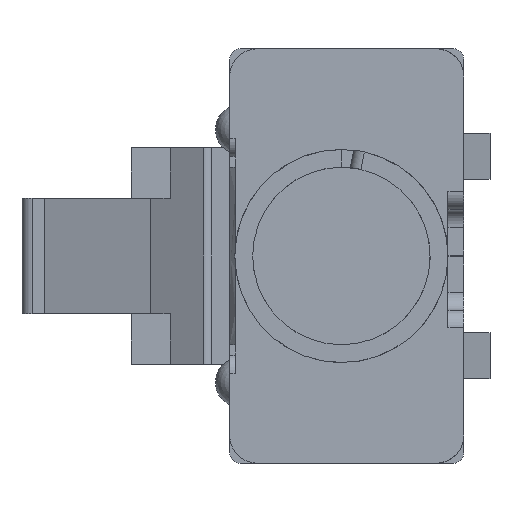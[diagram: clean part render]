
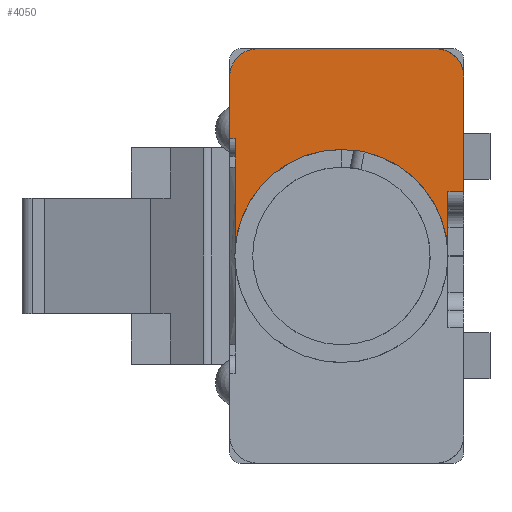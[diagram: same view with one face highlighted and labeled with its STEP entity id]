
A CAD part, left-side view. The second image highlights one B-rep face of the part: STEP entity #4050.
In plain terms, the highlighted planar face has unit normal (-1, 0, 0).
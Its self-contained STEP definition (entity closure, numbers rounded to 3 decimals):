
#53 = CARTESIAN_POINT ( 'NONE',  ( -22.812, 11.11, 0.714 ) ) ;
#66 = CARTESIAN_POINT ( 'NONE',  ( -22.812, 11.186, 3.3 ) ) ;
#107 = AXIS2_PLACEMENT_3D ( 'NONE', #5433, #7059, #10515 ) ;
#223 = VERTEX_POINT ( 'NONE', #5304 ) ;
#320 = CARTESIAN_POINT ( 'NONE',  ( -22.812, 8.195, 3. ) ) ;
#428 = DIRECTION ( 'NONE',  ( 0., 0., -1. ) ) ;
#438 = DIRECTION ( 'NONE',  ( 0., 0., -1. ) ) ;
#546 = AXIS2_PLACEMENT_3D ( 'NONE', #3735, #6295, #428 ) ;
#615 = CARTESIAN_POINT ( 'NONE',  ( -22.812, 9.879, 2.484 ) ) ;
#789 = CARTESIAN_POINT ( 'NONE',  ( -22.812, 10.378, 2.058 ) ) ;
#837 = VECTOR ( 'NONE', #6763, 1000. ) ;
#844 = DIRECTION ( 'NONE',  ( 0., -1., 0. ) ) ;
#1022 = ORIENTED_EDGE ( 'NONE', *, *, #6573, .T. ) ;
#1023 = CIRCLE ( 'NONE', #8524, 0.8 ) ;
#1146 = ORIENTED_EDGE ( 'NONE', *, *, #9993, .T. ) ;
#1609 = CARTESIAN_POINT ( 'NONE',  ( -22.812, 11.005, 1.059 ) ) ;
#1674 = CARTESIAN_POINT ( 'NONE',  ( -22.812, 10.94, 1.222 ) ) ;
#1697 = CARTESIAN_POINT ( 'NONE',  ( -22.812, 5.195, -5.34 ) ) ;
#1721 = CARTESIAN_POINT ( 'NONE',  ( -22.812, 4.745, 1.807 ) ) ;
#1790 = CARTESIAN_POINT ( 'NONE',  ( -22.812, 10.359, 2.078 ) ) ;
#1947 = CARTESIAN_POINT ( 'NONE',  ( -22.812, 9.879, 2.484 ) ) ;
#1986 = DIRECTION ( 'NONE',  ( 0., -1., 0. ) ) ;
#2066 = CARTESIAN_POINT ( 'NONE',  ( -22.812, 11.345, 2.8 ) ) ;
#2091 = VERTEX_POINT ( 'NONE', #615 ) ;
#2169 = VERTEX_POINT ( 'NONE', #6287 ) ;
#2282 = FACE_OUTER_BOUND ( 'NONE', #5966, .T. ) ;
#2344 = CIRCLE ( 'NONE', #546, 3. ) ;
#2502 = ORIENTED_EDGE ( 'NONE', *, *, #10474, .T. ) ;
#2523 = CARTESIAN_POINT ( 'NONE',  ( -22.812, 10.759, 1.558 ) ) ;
#2524 = LINE ( 'NONE', #7548, #4906 ) ;
#2545 = LINE ( 'NONE', #1697, #10772 ) ;
#2696 = CARTESIAN_POINT ( 'NONE',  ( -22.812, 5.545, 5.84 ) ) ;
#2722 = ORIENTED_EDGE ( 'NONE', *, *, #8979, .T. ) ;
#3236 = EDGE_CURVE ( 'NONE', #8590, #9299, #2524, .T. ) ;
#3319 = EDGE_CURVE ( 'NONE', #3331, #7300, #2545, .T. ) ;
#3324 = CARTESIAN_POINT ( 'NONE',  ( -22.812, 11.186, 0.235 ) ) ;
#3331 = VERTEX_POINT ( 'NONE', #9245 ) ;
#3414 = CARTESIAN_POINT ( 'NONE',  ( -22.812, 10.593, 1.809 ) ) ;
#3471 = CARTESIAN_POINT ( 'NONE',  ( -22.812, 10.349, 2.089 ) ) ;
#3626 = CARTESIAN_POINT ( 'NONE',  ( -22.812, 8.791, 3. ) ) ;
#3722 = DIRECTION ( 'NONE',  ( 0., 0., 1. ) ) ;
#3735 = CARTESIAN_POINT ( 'NONE',  ( -22.812, 8.195, 0. ) ) ;
#3828 = EDGE_CURVE ( 'NONE', #7300, #7023, #8498, .T. ) ;
#4050 = ADVANCED_FACE ( 'NONE', ( #2282 ), #8258, .T. ) ;
#4113 = LINE ( 'NONE', #7522, #10291 ) ;
#4188 = CARTESIAN_POINT ( 'NONE',  ( -22.812, 9.879, 2.484 ) ) ;
#4355 = CARTESIAN_POINT ( 'NONE',  ( -22.812, 11.151, 0.537 ) ) ;
#4357 = EDGE_CURVE ( 'NONE', #10349, #6192, #9642, .T. ) ;
#4493 = ORIENTED_EDGE ( 'NONE', *, *, #4734, .T. ) ;
#4510 = ORIENTED_EDGE ( 'NONE', *, *, #4357, .T. ) ;
#4680 = VECTOR ( 'NONE', #844, 1000. ) ;
#4734 = EDGE_CURVE ( 'NONE', #9299, #9570, #4919, .T. ) ;
#4756 = CARTESIAN_POINT ( 'NONE',  ( -22.812, 11.345, 5.04 ) ) ;
#4906 = VECTOR ( 'NONE', #9224, 1000. ) ;
#4919 = CIRCLE ( 'NONE', #107, 0.8 ) ;
#5076 = CARTESIAN_POINT ( 'NONE',  ( -22.812, 4.745, 1.807 ) ) ;
#5083 = CARTESIAN_POINT ( 'NONE',  ( -22.812, 11.186, 0.235 ) ) ;
#5106 = VECTOR ( 'NONE', #1986, 1000. ) ;
#5304 = CARTESIAN_POINT ( 'NONE',  ( -22.812, 8.195, 3. ) ) ;
#5342 = DIRECTION ( 'NONE',  ( -1., 0., 0. ) ) ;
#5404 = CARTESIAN_POINT ( 'NONE',  ( -22.812, 9.385, 2.818 ) ) ;
#5433 = CARTESIAN_POINT ( 'NONE',  ( -22.812, 10.545, 5.04 ) ) ;
#5447 = CARTESIAN_POINT ( 'NONE',  ( -22.812, 10.845, 3.3 ) ) ;
#5499 = CARTESIAN_POINT ( 'NONE',  ( -22.812, 5.545, 5.04 ) ) ;
#5808 = CARTESIAN_POINT ( 'NONE',  ( -22.812, 11.06, 0.892 ) ) ;
#5866 = CARTESIAN_POINT ( 'NONE',  ( -22.812, 10.775, 1.531 ) ) ;
#5921 = CARTESIAN_POINT ( 'NONE',  ( -22.812, 10.848, 1.404 ) ) ;
#5966 = EDGE_LOOP ( 'NONE', ( #4510, #8579, #1022, #6274, #2502, #8432, #10295, #7064, #2722, #8015, #4493, #1146 ) ) ;
#6038 = CARTESIAN_POINT ( 'NONE',  ( -22.812, 11.078, 0.832 ) ) ;
#6192 = VERTEX_POINT ( 'NONE', #66 ) ;
#6274 = ORIENTED_EDGE ( 'NONE', *, *, #7469, .F. ) ;
#6287 = CARTESIAN_POINT ( 'NONE',  ( -22.812, 4.745, 5.04 ) ) ;
#6295 = DIRECTION ( 'NONE',  ( 1., 0., 0. ) ) ;
#6459 = DIRECTION ( 'NONE',  ( 0., 0., -1. ) ) ;
#6461 = CARTESIAN_POINT ( 'NONE',  ( -22.812, 11.345, 3.3 ) ) ;
#6573 = EDGE_CURVE ( 'NONE', #8154, #2091, #7224, .T. ) ;
#6699 = CARTESIAN_POINT ( 'NONE',  ( -22.812, 10.407, 2.028 ) ) ;
#6763 = DIRECTION ( 'NONE',  ( 0., 0., 1. ) ) ;
#6813 = CARTESIAN_POINT ( 'NONE',  ( -22.812, 10.199, 2.242 ) ) ;
#7023 = VERTEX_POINT ( 'NONE', #1721 ) ;
#7059 = DIRECTION ( 'NONE',  ( -1., 0., 0. ) ) ;
#7064 = ORIENTED_EDGE ( 'NONE', *, *, #9662, .T. ) ;
#7224 = B_SPLINE_CURVE_WITH_KNOTS ( 'NONE', 3,
 ( #5083, #7716, #4355, #53, #6038, #5808, #1609, #1674, #5921, #10275, #5866, #2523, #8450, #3414, #9222, #6699, #789, #1790, #3471, #6813, #7659, #4188 ),
 .UNSPECIFIED., .F., .F.,
 ( 4, 1, 2, 2, 1, 1, 2, 2, 1, 1, 1, 2, 2, 4 ),
 ( 0., 0.125, 0.188, 0.25, 0.375, 0.438, 0.469, 0.5, 0.625, 0.688, 0.719, 0.734, 0.75, 1. ),
 .UNSPECIFIED. ) ;
#7300 = VERTEX_POINT ( 'NONE', #7359 ) ;
#7352 = DIRECTION ( 'NONE',  ( 0., 0., 1. ) ) ;
#7359 = CARTESIAN_POINT ( 'NONE',  ( -22.812, 5.195, 1.807 ) ) ;
#7469 = EDGE_CURVE ( 'NONE', #223, #2091, #9489, .T. ) ;
#7522 = CARTESIAN_POINT ( 'NONE',  ( -22.812, 11.186, -5.34 ) ) ;
#7548 = CARTESIAN_POINT ( 'NONE',  ( -22.812, 5.545, 5.84 ) ) ;
#7659 = CARTESIAN_POINT ( 'NONE',  ( -22.812, 10.046, 2.37 ) ) ;
#7716 = CARTESIAN_POINT ( 'NONE',  ( -22.812, 11.177, 0.356 ) ) ;
#8015 = ORIENTED_EDGE ( 'NONE', *, *, #3236, .T. ) ;
#8154 = VERTEX_POINT ( 'NONE', #3324 ) ;
#8258 = PLANE ( 'NONE',  #8631 ) ;
#8432 = ORIENTED_EDGE ( 'NONE', *, *, #3319, .T. ) ;
#8450 = CARTESIAN_POINT ( 'NONE',  ( -22.812, 10.687, 1.675 ) ) ;
#8498 = LINE ( 'NONE', #5076, #4680 ) ;
#8524 = AXIS2_PLACEMENT_3D ( 'NONE', #5499, #5342, #3722 ) ;
#8579 = ORIENTED_EDGE ( 'NONE', *, *, #8821, .T. ) ;
#8583 = DIRECTION ( 'NONE',  ( 0., 0., 1. ) ) ;
#8590 = VERTEX_POINT ( 'NONE', #2696 ) ;
#8631 = AXIS2_PLACEMENT_3D ( 'NONE', #10867, #9864, #7352 ) ;
#8821 = EDGE_CURVE ( 'NONE', #6192, #8154, #4113, .T. ) ;
#8979 = EDGE_CURVE ( 'NONE', #2169, #8590, #1023, .T. ) ;
#9222 = CARTESIAN_POINT ( 'NONE',  ( -22.812, 10.471, 1.957 ) ) ;
#9224 = DIRECTION ( 'NONE',  ( 0., 1., 0. ) ) ;
#9243 = CARTESIAN_POINT ( 'NONE',  ( -22.812, 10.545, 5.84 ) ) ;
#9245 = CARTESIAN_POINT ( 'NONE',  ( -22.812, 5.195, 0. ) ) ;
#9284 = LINE ( 'NONE', #10892, #837 ) ;
#9299 = VERTEX_POINT ( 'NONE', #9243 ) ;
#9489 = B_SPLINE_CURVE_WITH_KNOTS ( 'NONE', 3,
 ( #320, #3626, #5404, #1947 ),
 .UNSPECIFIED., .F., .F.,
 ( 4, 4 ),
 ( 0., 0.19 ),
 .UNSPECIFIED. ) ;
#9570 = VERTEX_POINT ( 'NONE', #4756 ) ;
#9642 = LINE ( 'NONE', #5447, #5106 ) ;
#9662 = EDGE_CURVE ( 'NONE', #7023, #2169, #9284, .T. ) ;
#9864 = DIRECTION ( 'NONE',  ( -1., 0., 0. ) ) ;
#9874 = LINE ( 'NONE', #2066, #10461 ) ;
#9993 = EDGE_CURVE ( 'NONE', #9570, #10349, #9874, .T. ) ;
#10275 = CARTESIAN_POINT ( 'NONE',  ( -22.812, 10.805, 1.481 ) ) ;
#10291 = VECTOR ( 'NONE', #6459, 1000. ) ;
#10295 = ORIENTED_EDGE ( 'NONE', *, *, #3828, .T. ) ;
#10349 = VERTEX_POINT ( 'NONE', #6461 ) ;
#10461 = VECTOR ( 'NONE', #438, 1000. ) ;
#10474 = EDGE_CURVE ( 'NONE', #223, #3331, #2344, .T. ) ;
#10515 = DIRECTION ( 'NONE',  ( 0., 0., 1. ) ) ;
#10772 = VECTOR ( 'NONE', #8583, 1000. ) ;
#10867 = CARTESIAN_POINT ( 'NONE',  ( -22.812, 31.267, -48.745 ) ) ;
#10892 = CARTESIAN_POINT ( 'NONE',  ( -22.812, 4.745, 4.171 ) ) ;
